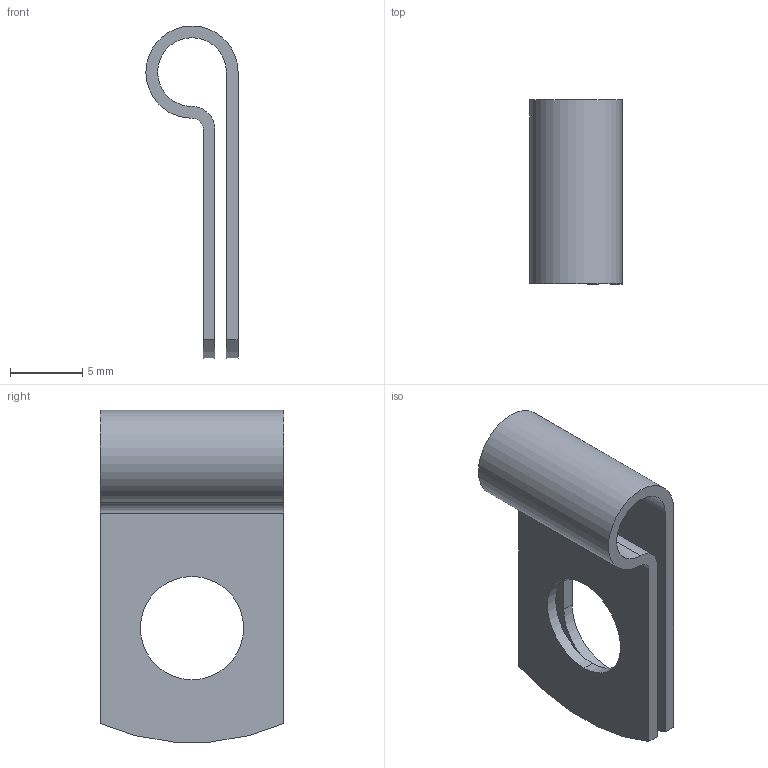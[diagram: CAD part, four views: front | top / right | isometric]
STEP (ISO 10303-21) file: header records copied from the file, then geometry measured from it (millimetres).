
FILE_DESCRIPTION (( 'STEP AP214' ), '1' );
FILE_NAME ('CO 0309Z1.step', '2018-10-30T14:08:00', ( 'User' ), ( 'Microsoft' ), 'SwSTEP 2.0', 'SolidWorks 2018', '' );
FILE_SCHEMA (( 'AUTOMOTIVE_DESIGN' ));
Length unit declared in the file: inch
Products named in the file (1): CO 0309Z1
Bounding box: 6.38 x 12.7 x 22.95 mm (x, y, z)
Volume: 434.7 mm3; surface area: 1209.2 mm2
Topology: 1 solids, 1 shells, 21 faces, 57 edges, 38 vertices
Faces by surface type: cylinder 11, plane 10
Entity records: 721 total; most frequent: DIRECTION 123, CARTESIAN_POINT 117, ORIENTED_EDGE 114, EDGE_CURVE 57, AXIS2_PLACEMENT_3D 44, VERTEX_POINT 38, LINE 35, VECTOR 35
